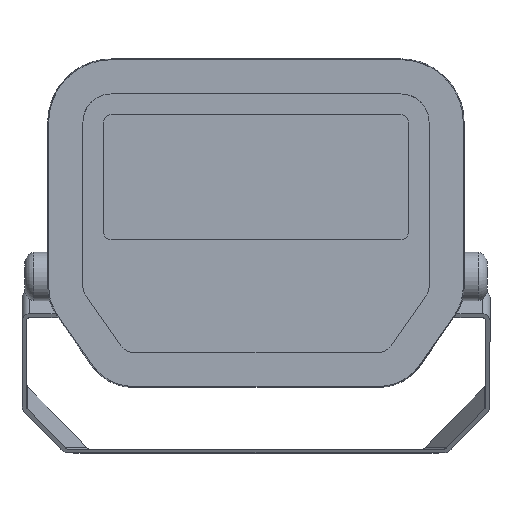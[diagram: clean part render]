
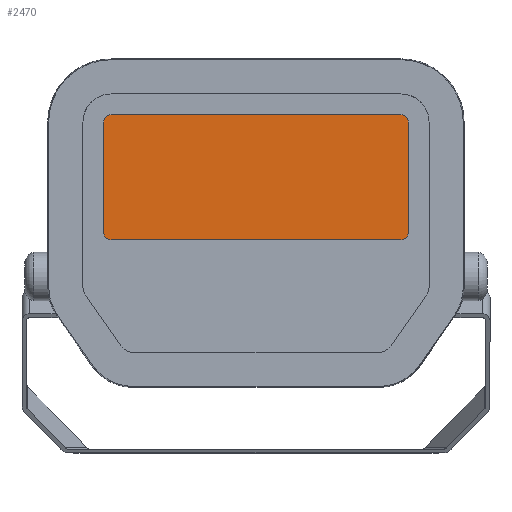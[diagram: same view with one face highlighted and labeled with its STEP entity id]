
A CAD part, top view. The second image highlights one B-rep face of the part: STEP entity #2470.
In plain terms, the highlighted face is planar.
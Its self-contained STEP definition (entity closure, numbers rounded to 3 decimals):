
#253 = CARTESIAN_POINT ( 'NONE',  ( 48.15, 58.137, 109.891 ) ) ;
#1449 = EDGE_CURVE ( 'NONE', #11204, #5708, #25541, .T. ) ;
#1563 = ORIENTED_EDGE ( 'NONE', *, *, #25207, .T. ) ;
#2094 = CARTESIAN_POINT ( 'NONE',  ( 48.15, 58.137, 112.391 ) ) ;
#2470 = ADVANCED_FACE ( 'NONE', ( #4277 ), #14557, .T. ) ;
#2579 = DIRECTION ( 'NONE',  ( 1., 0., 0. ) ) ;
#2734 = VECTOR ( 'NONE', #28425, 1000. ) ;
#2945 = CIRCLE ( 'NONE', #33163, 2.5 ) ;
#3174 = VERTEX_POINT ( 'NONE', #23729 ) ;
#3398 = VECTOR ( 'NONE', #16040, 1000. ) ;
#4277 = FACE_OUTER_BOUND ( 'NONE', #27353, .T. ) ;
#4303 = CARTESIAN_POINT ( 'NONE',  ( 50.65, 58.137, 73.291 ) ) ;
#5168 = CARTESIAN_POINT ( 'NONE',  ( 50.65, 58.137, 109.891 ) ) ;
#5708 = VERTEX_POINT ( 'NONE', #5168 ) ;
#5742 = CARTESIAN_POINT ( 'NONE',  ( -50.65, 58.137, 109.891 ) ) ;
#5991 = AXIS2_PLACEMENT_3D ( 'NONE', #9681, #14425, #32809 ) ;
#6002 = VECTOR ( 'NONE', #21594, 1000. ) ;
#6350 = VERTEX_POINT ( 'NONE', #14452 ) ;
#8825 = CARTESIAN_POINT ( 'NONE',  ( -48.15, 58.137, 70.791 ) ) ;
#9213 = CIRCLE ( 'NONE', #5991, 2.5 ) ;
#9254 = EDGE_CURVE ( 'NONE', #18053, #30869, #12893, .T. ) ;
#9673 = EDGE_CURVE ( 'NONE', #6350, #24153, #11349, .T. ) ;
#9681 = CARTESIAN_POINT ( 'NONE',  ( 48.15, 58.137, 73.291 ) ) ;
#9851 = DIRECTION ( 'NONE',  ( 0., 0., -1. ) ) ;
#10097 = ORIENTED_EDGE ( 'NONE', *, *, #9254, .T. ) ;
#10152 = CARTESIAN_POINT ( 'NONE',  ( -48.15, 58.137, 73.291 ) ) ;
#10165 = CARTESIAN_POINT ( 'NONE',  ( -50.65, 58.137, 73.291 ) ) ;
#10343 = DIRECTION ( 'NONE',  ( 0., 1., 0. ) ) ;
#10682 = EDGE_CURVE ( 'NONE', #5708, #19794, #25225, .T. ) ;
#11204 = VERTEX_POINT ( 'NONE', #2094 ) ;
#11248 = CARTESIAN_POINT ( 'NONE',  ( -48.15, 58.137, 73.291 ) ) ;
#11349 = LINE ( 'NONE', #8825, #6002 ) ;
#12536 = DIRECTION ( 'NONE',  ( 0., 1., 0. ) ) ;
#12619 = AXIS2_PLACEMENT_3D ( 'NONE', #253, #10343, #2579 ) ;
#12831 = CARTESIAN_POINT ( 'NONE',  ( -50.65, 58.137, 73.291 ) ) ;
#12893 = LINE ( 'NONE', #10165, #2734 ) ;
#13280 = AXIS2_PLACEMENT_3D ( 'NONE', #10152, #12536, #30914 ) ;
#14279 = AXIS2_PLACEMENT_3D ( 'NONE', #11248, #26274, #21002 ) ;
#14425 = DIRECTION ( 'NONE',  ( 0., 1., 0. ) ) ;
#14452 = CARTESIAN_POINT ( 'NONE',  ( 48.15, 58.137, 70.791 ) ) ;
#14557 = PLANE ( 'NONE',  #13280 ) ;
#16040 = DIRECTION ( 'NONE',  ( 1., 0., 0. ) ) ;
#16965 = CIRCLE ( 'NONE', #14279, 2.5 ) ;
#17842 = EDGE_CURVE ( 'NONE', #3174, #11204, #31911, .T. ) ;
#18053 = VERTEX_POINT ( 'NONE', #12831 ) ;
#19505 = ORIENTED_EDGE ( 'NONE', *, *, #32853, .T. ) ;
#19794 = VERTEX_POINT ( 'NONE', #22706 ) ;
#21002 = DIRECTION ( 'NONE',  ( 1., 0., 0. ) ) ;
#21594 = DIRECTION ( 'NONE',  ( -1., 0., 0. ) ) ;
#22062 = ORIENTED_EDGE ( 'NONE', *, *, #9673, .T. ) ;
#22610 = VECTOR ( 'NONE', #9851, 1000. ) ;
#22706 = CARTESIAN_POINT ( 'NONE',  ( 50.65, 58.137, 73.291 ) ) ;
#22878 = ORIENTED_EDGE ( 'NONE', *, *, #1449, .T. ) ;
#23509 = DIRECTION ( 'NONE',  ( 0., 1., 0. ) ) ;
#23680 = ORIENTED_EDGE ( 'NONE', *, *, #10682, .T. ) ;
#23729 = CARTESIAN_POINT ( 'NONE',  ( -48.15, 58.137, 112.391 ) ) ;
#24147 = CARTESIAN_POINT ( 'NONE',  ( -48.15, 58.137, 112.391 ) ) ;
#24153 = VERTEX_POINT ( 'NONE', #30482 ) ;
#25207 = EDGE_CURVE ( 'NONE', #19794, #6350, #9213, .T. ) ;
#25225 = LINE ( 'NONE', #4303, #22610 ) ;
#25541 = CIRCLE ( 'NONE', #12619, 2.5 ) ;
#25865 = CARTESIAN_POINT ( 'NONE',  ( -48.15, 58.137, 109.891 ) ) ;
#26208 = ORIENTED_EDGE ( 'NONE', *, *, #17842, .T. ) ;
#26274 = DIRECTION ( 'NONE',  ( 0., 1., 0. ) ) ;
#27353 = EDGE_LOOP ( 'NONE', ( #1563, #22062, #28766, #10097, #19505, #26208, #22878, #23680 ) ) ;
#28425 = DIRECTION ( 'NONE',  ( 0., 0., 1. ) ) ;
#28766 = ORIENTED_EDGE ( 'NONE', *, *, #29971, .T. ) ;
#29971 = EDGE_CURVE ( 'NONE', #24153, #18053, #16965, .T. ) ;
#30482 = CARTESIAN_POINT ( 'NONE',  ( -48.15, 58.137, 70.791 ) ) ;
#30869 = VERTEX_POINT ( 'NONE', #5742 ) ;
#30914 = DIRECTION ( 'NONE',  ( -1., 0., 0. ) ) ;
#31911 = LINE ( 'NONE', #24147, #3398 ) ;
#32809 = DIRECTION ( 'NONE',  ( 1., 0., 0. ) ) ;
#32853 = EDGE_CURVE ( 'NONE', #30869, #3174, #2945, .T. ) ;
#33163 = AXIS2_PLACEMENT_3D ( 'NONE', #25865, #23509, #33310 ) ;
#33310 = DIRECTION ( 'NONE',  ( 1., 0., 0. ) ) ;
